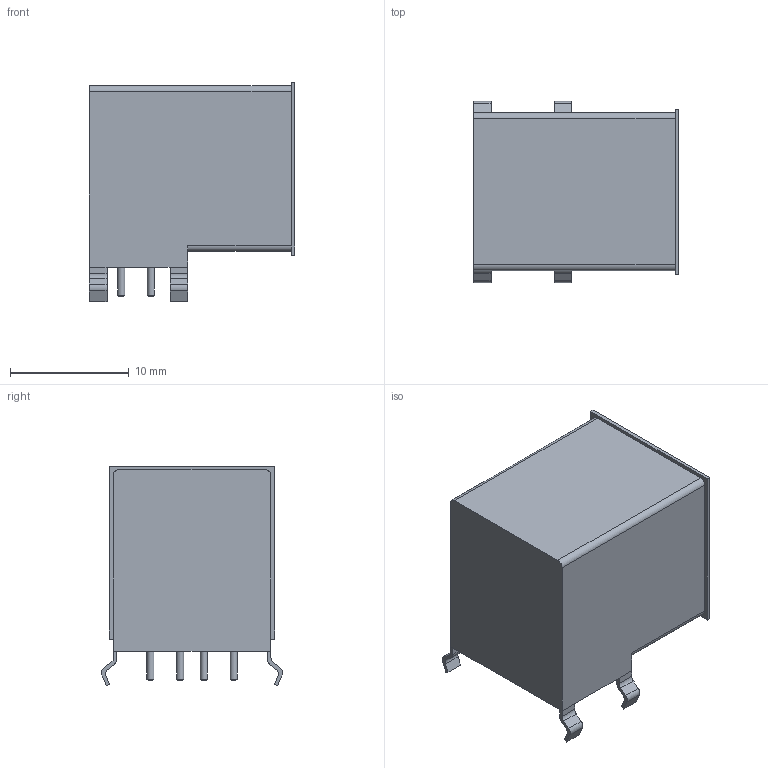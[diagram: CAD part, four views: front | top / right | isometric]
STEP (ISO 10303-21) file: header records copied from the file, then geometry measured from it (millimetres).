
FILE_DESCRIPTION(('FreeCAD Model'),'2;1');
FILE_NAME('USB-2_0-type-A-Dual-Stacked-jack-PCB.step','2015-02-11T20:24:18',('FreeCAD'),( 'FreeCAD'),'Open CASCADE STEP processor 6.7','FreeCAD','Unknown');
FILE_SCHEMA(('AUTOMOTIVE_DESIGN_CC2 { 1 2 10303 214 -1 1 5 4 }'));
Length unit declared in the file: millimetre
Products named in the file (1): Chamfer001
Bounding box: 17.3 x 15.24 x 18.5 mm (x, y, z)
Volume: 2498.9 mm3; surface area: 2548.4 mm2
Topology: 1 solids, 1 shells, 136 faces, 326 edges, 206 vertices
Faces by surface type: plane 86, cylinder 38, cone 8, torus 4
Full cylindrical faces by diameter (mm): 0.6 x8
Entity records: 8291 total; most frequent: CARTESIAN_POINT 1645, DIRECTION 1258, LINE 794, VECTOR 794, ORIENTED_EDGE 652, PCURVE 652, DEFINITIONAL_REPRESENTATION 652, EDGE_CURVE 326
